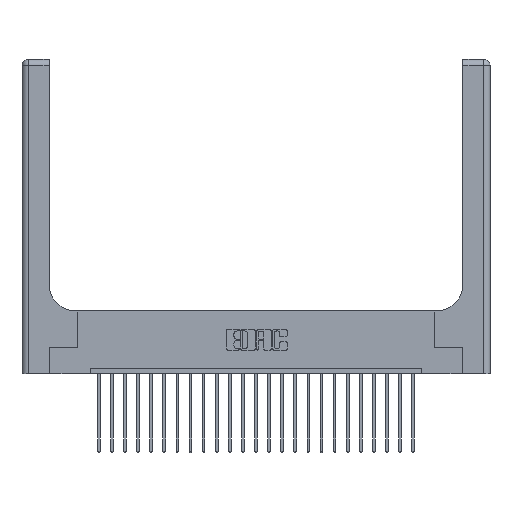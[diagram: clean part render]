
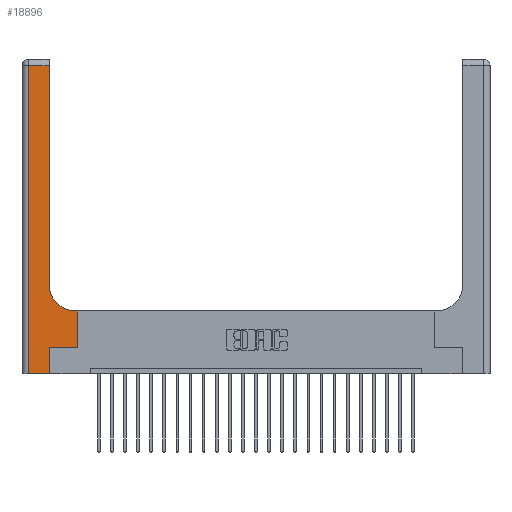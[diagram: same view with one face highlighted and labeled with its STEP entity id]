
A CAD part, top view. The second image highlights one B-rep face of the part: STEP entity #18896.
In plain terms, the highlighted planar face has unit normal (0, 0, 1).
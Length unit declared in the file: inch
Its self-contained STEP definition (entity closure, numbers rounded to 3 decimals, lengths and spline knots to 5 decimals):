
#47 = CARTESIAN_POINT ( 'NONE',  ( 0.26, 0.6, 0.37 ) ) ;
#64 = VERTEX_POINT ( 'NONE', #21257 ) ;
#1216 = PLANE ( 'NONE',  #17104 ) ;
#1743 = CARTESIAN_POINT ( 'NONE',  ( 0.528, 0.6, 0.37 ) ) ;
#2478 = LINE ( 'NONE', #2508, #11118 ) ;
#2508 = CARTESIAN_POINT ( 'NONE',  ( 0.265, 0.25, 0.37 ) ) ;
#3170 = VERTEX_POINT ( 'NONE', #5583 ) ;
#3746 = VERTEX_POINT ( 'NONE', #1743 ) ;
#5278 = ORIENTED_EDGE ( 'NONE', *, *, #9062, .T. ) ;
#5291 = VECTOR ( 'NONE', #12851, 39.37008 ) ;
#5378 = CARTESIAN_POINT ( 'NONE',  ( 0., 2.94, 0.37 ) ) ;
#5583 = CARTESIAN_POINT ( 'NONE',  ( 0.51, 0.6, 0.37 ) ) ;
#5851 = EDGE_CURVE ( 'NONE', #21066, #21524, #14386, .T. ) ;
#5853 = CARTESIAN_POINT ( 'NONE',  ( 0.528, 0.25, 0.37 ) ) ;
#6639 = EDGE_CURVE ( 'NONE', #3746, #3170, #21032, .T. ) ;
#6932 = EDGE_CURVE ( 'NONE', #3170, #21066, #17122, .T. ) ;
#6960 = VECTOR ( 'NONE', #8142, 39.37008 ) ;
#7335 = CARTESIAN_POINT ( 'NONE',  ( 0.26, 3., 0.37 ) ) ;
#7404 = DIRECTION ( 'NONE',  ( -1., 0., 0. ) ) ;
#7412 = VERTEX_POINT ( 'NONE', #18788 ) ;
#8024 = DIRECTION ( 'NONE',  ( 1., 0., 0. ) ) ;
#8080 = LINE ( 'NONE', #18800, #6960 ) ;
#8142 = DIRECTION ( 'NONE',  ( 1., 0., 0. ) ) ;
#8749 = ORIENTED_EDGE ( 'NONE', *, *, #16220, .T. ) ;
#9062 = EDGE_CURVE ( 'NONE', #9709, #3746, #11360, .T. ) ;
#9629 = EDGE_CURVE ( 'NONE', #64, #14902, #8080, .T. ) ;
#9672 = DIRECTION ( 'NONE',  ( 0., 1., 0. ) ) ;
#9709 = VERTEX_POINT ( 'NONE', #22466 ) ;
#10723 = CARTESIAN_POINT ( 'NONE',  ( 0.26, 2.94, 0.37 ) ) ;
#10813 = VECTOR ( 'NONE', #9672, 39.37008 ) ;
#10827 = CARTESIAN_POINT ( 'NONE',  ( 0.265, 0.25, 0.37 ) ) ;
#10894 = VERTEX_POINT ( 'NONE', #10827 ) ;
#10990 = DIRECTION ( 'NONE',  ( 0., 0., -1. ) ) ;
#11118 = VECTOR ( 'NONE', #8024, 39.37008 ) ;
#11360 = LINE ( 'NONE', #5853, #10813 ) ;
#11683 = ORIENTED_EDGE ( 'NONE', *, *, #6639, .T. ) ;
#12149 = DIRECTION ( 'NONE',  ( 0., 0., -1. ) ) ;
#12552 = DIRECTION ( 'NONE',  ( -1., 0., 0. ) ) ;
#12851 = DIRECTION ( 'NONE',  ( 0., 1., 0. ) ) ;
#14257 = LINE ( 'NONE', #18288, #5291 ) ;
#14386 = LINE ( 'NONE', #7335, #21077 ) ;
#14696 = DIRECTION ( 'NONE',  ( 1., 0., 0. ) ) ;
#14902 = VERTEX_POINT ( 'NONE', #16902 ) ;
#15566 = EDGE_CURVE ( 'NONE', #10894, #9709, #2478, .T. ) ;
#16220 = EDGE_CURVE ( 'NONE', #7412, #64, #17691, .T. ) ;
#16652 = EDGE_CURVE ( 'NONE', #21524, #7412, #19590, .T. ) ;
#16825 = VECTOR ( 'NONE', #19139, 39.37008 ) ;
#16902 = CARTESIAN_POINT ( 'NONE',  ( 0.265, 0., 0.37 ) ) ;
#17104 = AXIS2_PLACEMENT_3D ( 'NONE', #22427, #12149, #22571 ) ;
#17122 = CIRCLE ( 'NONE', #22337, 0.25 ) ;
#17445 = CARTESIAN_POINT ( 'NONE',  ( 0.06, 3., 0.37 ) ) ;
#17691 = LINE ( 'NONE', #17445, #16825 ) ;
#17816 = EDGE_CURVE ( 'NONE', #14902, #10894, #14257, .T. ) ;
#17967 = ORIENTED_EDGE ( 'NONE', *, *, #5851, .T. ) ;
#18158 = ORIENTED_EDGE ( 'NONE', *, *, #9629, .T. ) ;
#18288 = CARTESIAN_POINT ( 'NONE',  ( 0.265, 0., 0.37 ) ) ;
#18532 = ORIENTED_EDGE ( 'NONE', *, *, #16652, .T. ) ;
#18788 = CARTESIAN_POINT ( 'NONE',  ( 0.06, 2.94, 0.37 ) ) ;
#18800 = CARTESIAN_POINT ( 'NONE',  ( 0., 0., 0.37 ) ) ;
#18896 = ADVANCED_FACE ( 'NONE', ( #22533 ), #1216, .F. ) ;
#19139 = DIRECTION ( 'NONE',  ( 0., -1., 0. ) ) ;
#19178 = ORIENTED_EDGE ( 'NONE', *, *, #6932, .T. ) ;
#19324 = ORIENTED_EDGE ( 'NONE', *, *, #15566, .T. ) ;
#19590 = LINE ( 'NONE', #5378, #21005 ) ;
#19914 = CARTESIAN_POINT ( 'NONE',  ( 0.51, 0.85, 0.37 ) ) ;
#20208 = VECTOR ( 'NONE', #12552, 39.37008 ) ;
#21005 = VECTOR ( 'NONE', #7404, 39.37008 ) ;
#21032 = LINE ( 'NONE', #47, #20208 ) ;
#21066 = VERTEX_POINT ( 'NONE', #22164 ) ;
#21077 = VECTOR ( 'NONE', #21924, 39.37008 ) ;
#21257 = CARTESIAN_POINT ( 'NONE',  ( 0.06, 0., 0.37 ) ) ;
#21524 = VERTEX_POINT ( 'NONE', #10723 ) ;
#21924 = DIRECTION ( 'NONE',  ( 0., 1., 0. ) ) ;
#22020 = ORIENTED_EDGE ( 'NONE', *, *, #17816, .T. ) ;
#22086 = EDGE_LOOP ( 'NONE', ( #17967, #18532, #8749, #18158, #22020, #19324, #5278, #11683, #19178 ) ) ;
#22164 = CARTESIAN_POINT ( 'NONE',  ( 0.26, 0.85, 0.37 ) ) ;
#22337 = AXIS2_PLACEMENT_3D ( 'NONE', #19914, #10990, #14696 ) ;
#22427 = CARTESIAN_POINT ( 'NONE',  ( 0., 3., 0.37 ) ) ;
#22466 = CARTESIAN_POINT ( 'NONE',  ( 0.528, 0.25, 0.37 ) ) ;
#22533 = FACE_OUTER_BOUND ( 'NONE', #22086, .T. ) ;
#22571 = DIRECTION ( 'NONE',  ( -1., 0., 0. ) ) ;
